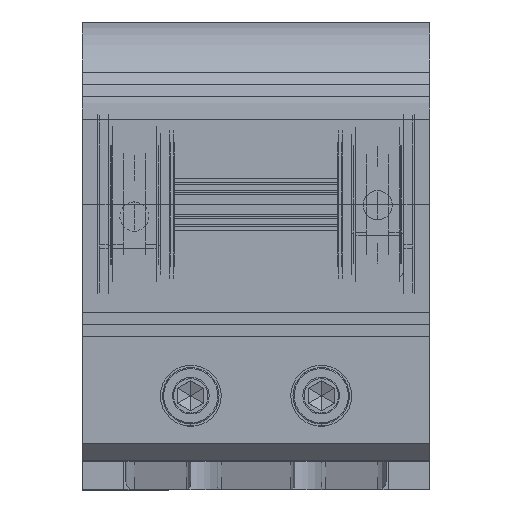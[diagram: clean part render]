
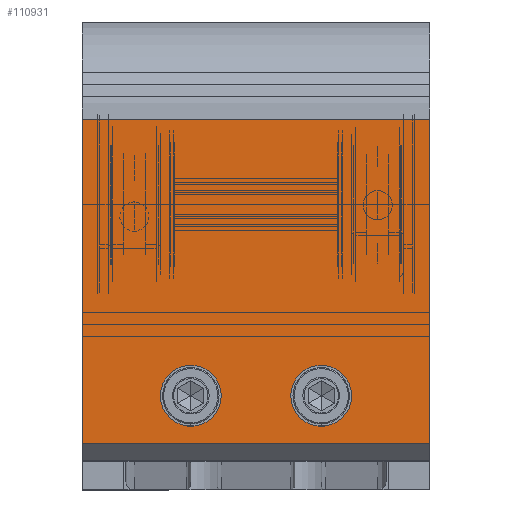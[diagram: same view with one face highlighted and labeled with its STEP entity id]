
A CAD part, top view. The second image highlights one B-rep face of the part: STEP entity #110931.
In plain terms, the highlighted planar face has unit normal (0, 0, 1).
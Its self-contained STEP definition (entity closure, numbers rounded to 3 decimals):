
#913 = DIRECTION ( 'NONE',  ( 0., 0., 1. ) ) ;
#3724 = EDGE_CURVE ( 'NONE', #244944, #305279, #38285, .T. ) ;
#5409 = DIRECTION ( 'NONE',  ( 0., 0., 1. ) ) ;
#13063 = AXIS2_PLACEMENT_3D ( 'NONE', #246873, #93265, #89938 ) ;
#22274 = ORIENTED_EDGE ( 'NONE', *, *, #82300, .F. ) ;
#22946 = DIRECTION ( 'NONE',  ( -1., 0., 0. ) ) ;
#24338 = CIRCLE ( 'NONE', #205600, 7. ) ;
#26056 = FACE_BOUND ( 'NONE', #197583, .T. ) ;
#29396 = FACE_BOUND ( 'NONE', #260006, .T. ) ;
#38285 = LINE ( 'NONE', #288697, #135684 ) ;
#49666 = AXIS2_PLACEMENT_3D ( 'NONE', #211207, #231218, #57683 ) ;
#52784 = CARTESIAN_POINT ( 'NONE',  ( 130.798, 174.238, 570.351 ) ) ;
#52914 = CARTESIAN_POINT ( 'NONE',  ( 185.798, 237.738, 570.351 ) ) ;
#53519 = LINE ( 'NONE', #228705, #324054 ) ;
#56077 = FACE_OUTER_BOUND ( 'NONE', #194521, .T. ) ;
#57683 = DIRECTION ( 'NONE',  ( -1., 0., 0. ) ) ;
#62704 = CARTESIAN_POINT ( 'NONE',  ( 105.798, 163.238, 570.351 ) ) ;
#72804 = DIRECTION ( 'NONE',  ( 1., 0., 0. ) ) ;
#82300 = EDGE_CURVE ( 'NONE', #162354, #305279, #235939, .T. ) ;
#83924 = EDGE_CURVE ( 'NONE', #192342, #189435, #316814, .T. ) ;
#89938 = DIRECTION ( 'NONE',  ( 1., 0., 0. ) ) ;
#93265 = DIRECTION ( 'NONE',  ( 0., 0., 1. ) ) ;
#109317 = PLANE ( 'NONE',  #49666 ) ;
#109960 = EDGE_CURVE ( 'NONE', #189435, #192342, #203010, .T. ) ;
#110931 = ADVANCED_FACE ( 'NONE', ( #26056, #29396, #56077 ), #109317, .F. ) ;
#111628 = AXIS2_PLACEMENT_3D ( 'NONE', #52784, #913, #72804 ) ;
#135684 = VECTOR ( 'NONE', #266890, 1000. ) ;
#144548 = ORIENTED_EDGE ( 'NONE', *, *, #243468, .T. ) ;
#149094 = ORIENTED_EDGE ( 'NONE', *, *, #285479, .F. ) ;
#158640 = CARTESIAN_POINT ( 'NONE',  ( 167.798, 174.238, 570.351 ) ) ;
#159526 = CIRCLE ( 'NONE', #111628, 7. ) ;
#159823 = ORIENTED_EDGE ( 'NONE', *, *, #83924, .F. ) ;
#160791 = DIRECTION ( 'NONE',  ( 0., -1., 0. ) ) ;
#162354 = VERTEX_POINT ( 'NONE', #296529 ) ;
#162455 = CARTESIAN_POINT ( 'NONE',  ( 185.798, 159.238, 570.351 ) ) ;
#178734 = ORIENTED_EDGE ( 'NONE', *, *, #230866, .T. ) ;
#180977 = VERTEX_POINT ( 'NONE', #305867 ) ;
#189435 = VERTEX_POINT ( 'NONE', #158640 ) ;
#192342 = VERTEX_POINT ( 'NONE', #198806 ) ;
#194521 = EDGE_LOOP ( 'NONE', ( #178734, #284509, #22274, #144548 ) ) ;
#197583 = EDGE_LOOP ( 'NONE', ( #296003, #149094 ) ) ;
#198806 = CARTESIAN_POINT ( 'NONE',  ( 153.798, 174.238, 570.351 ) ) ;
#203010 = CIRCLE ( 'NONE', #240379, 7. ) ;
#205600 = AXIS2_PLACEMENT_3D ( 'NONE', #265336, #240218, #292064 ) ;
#211207 = CARTESIAN_POINT ( 'NONE',  ( 185.798, 159.238, 570.351 ) ) ;
#220542 = DIRECTION ( 'NONE',  ( 1., 0., 0. ) ) ;
#228705 = CARTESIAN_POINT ( 'NONE',  ( 105.798, 159.238, 570.351 ) ) ;
#230124 = CARTESIAN_POINT ( 'NONE',  ( 105.798, 237.738, 570.351 ) ) ;
#230211 = ORIENTED_EDGE ( 'NONE', *, *, #109960, .F. ) ;
#230866 = EDGE_CURVE ( 'NONE', #280074, #244944, #53519, .T. ) ;
#231218 = DIRECTION ( 'NONE',  ( 0., 0., -1. ) ) ;
#234837 = CARTESIAN_POINT ( 'NONE',  ( 123.798, 174.238, 570.351 ) ) ;
#235939 = LINE ( 'NONE', #162455, #251789 ) ;
#240218 = DIRECTION ( 'NONE',  ( 0., 0., 1. ) ) ;
#240379 = AXIS2_PLACEMENT_3D ( 'NONE', #292449, #5409, #220542 ) ;
#243066 = CARTESIAN_POINT ( 'NONE',  ( 185.798, 163.238, 570.351 ) ) ;
#243468 = EDGE_CURVE ( 'NONE', #162354, #280074, #303297, .T. ) ;
#244944 = VERTEX_POINT ( 'NONE', #62704 ) ;
#246873 = CARTESIAN_POINT ( 'NONE',  ( 160.798, 174.238, 570.351 ) ) ;
#251789 = VECTOR ( 'NONE', #160791, 1000. ) ;
#260006 = EDGE_LOOP ( 'NONE', ( #230211, #159823 ) ) ;
#265336 = CARTESIAN_POINT ( 'NONE',  ( 130.798, 174.238, 570.351 ) ) ;
#266890 = DIRECTION ( 'NONE',  ( 1., 0., 0. ) ) ;
#268830 = VERTEX_POINT ( 'NONE', #234837 ) ;
#280074 = VERTEX_POINT ( 'NONE', #230124 ) ;
#284509 = ORIENTED_EDGE ( 'NONE', *, *, #3724, .T. ) ;
#285479 = EDGE_CURVE ( 'NONE', #268830, #180977, #24338, .T. ) ;
#285847 = VECTOR ( 'NONE', #22946, 1000. ) ;
#288697 = CARTESIAN_POINT ( 'NONE',  ( 185.798, 163.238, 570.351 ) ) ;
#292064 = DIRECTION ( 'NONE',  ( 1., 0., 0. ) ) ;
#292449 = CARTESIAN_POINT ( 'NONE',  ( 160.798, 174.238, 570.351 ) ) ;
#296003 = ORIENTED_EDGE ( 'NONE', *, *, #329052, .F. ) ;
#296529 = CARTESIAN_POINT ( 'NONE',  ( 185.798, 237.738, 570.351 ) ) ;
#303297 = LINE ( 'NONE', #52914, #285847 ) ;
#305279 = VERTEX_POINT ( 'NONE', #243066 ) ;
#305867 = CARTESIAN_POINT ( 'NONE',  ( 137.798, 174.238, 570.351 ) ) ;
#316814 = CIRCLE ( 'NONE', #13063, 7. ) ;
#324054 = VECTOR ( 'NONE', #328941, 1000. ) ;
#328941 = DIRECTION ( 'NONE',  ( 0., -1., 0. ) ) ;
#329052 = EDGE_CURVE ( 'NONE', #180977, #268830, #159526, .T. ) ;
